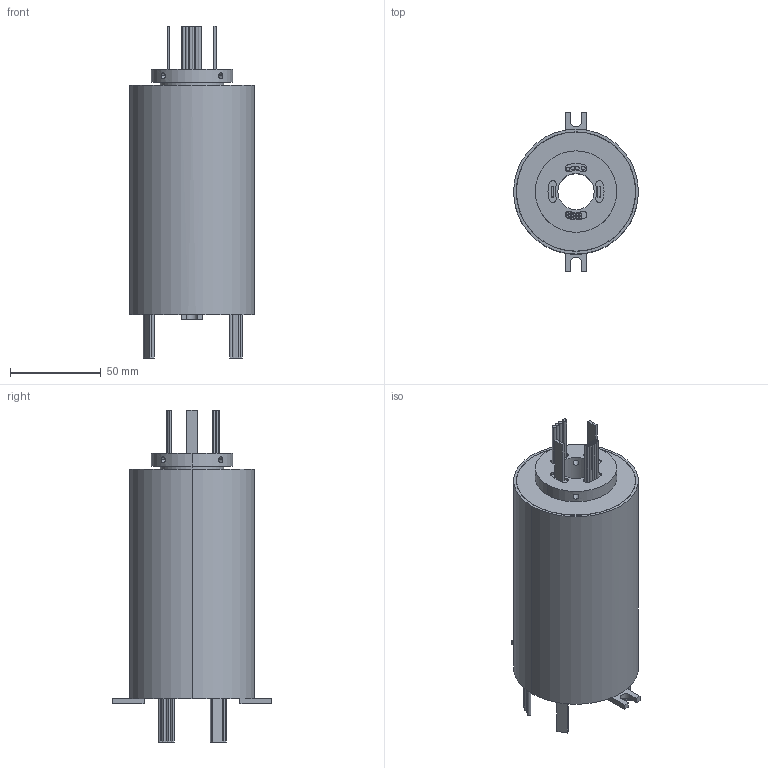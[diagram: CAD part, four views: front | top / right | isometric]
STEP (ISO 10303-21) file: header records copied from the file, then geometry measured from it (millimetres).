
FILE_DESCRIPTION (( 'STEP AP203' ), '1' );
FILE_NAME ('ME2202-P0410-S10(Z1567).STEP', '2021-02-01T07:44:17', ( '微软用户' ), ( '微软中国' ), 'SwSTEP 2.0', 'SolidWorks 2014', '' );
FILE_SCHEMA (( 'CONFIG_CONTROL_DESIGN' ));
Length unit declared in the file: millimetre
Products named in the file (1): ME2202-P0410-S10(Z1567)
Bounding box: 69 x 88 x 183.4 mm (x, y, z)
Volume: 446225.5 mm3; surface area: 56225.1 mm2
Topology: 1 solids, 1 shells, 251 faces, 578 edges, 372 vertices
Faces by surface type: cylinder 136, plane 99, cone 16
Entity records: 7609 total; most frequent: CARTESIAN_POINT 1602, DIRECTION 1334, ORIENTED_EDGE 1140, EDGE_CURVE 570, AXIS2_PLACEMENT_3D 528, VERTEX_POINT 372, EDGE_LOOP 316, VECTOR 278
